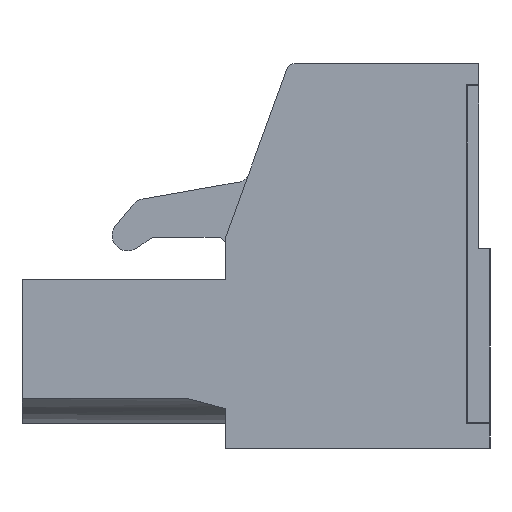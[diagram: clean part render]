
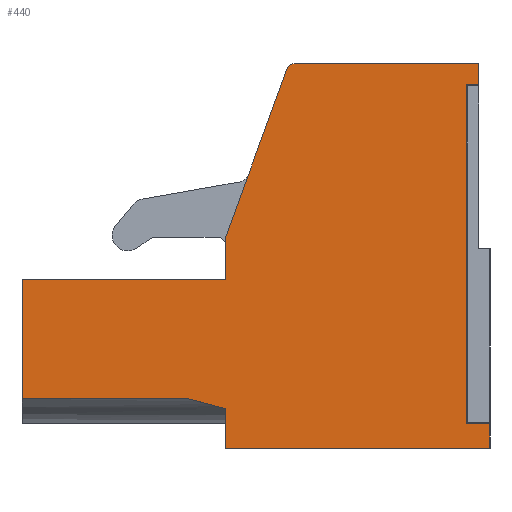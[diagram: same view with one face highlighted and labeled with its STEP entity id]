
A CAD part, front view. The second image highlights one B-rep face of the part: STEP entity #440.
In plain terms, the highlighted planar face has unit normal (0, -1, 0).
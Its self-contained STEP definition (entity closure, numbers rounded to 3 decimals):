
#440 = ADVANCED_FACE( '', ( #1105 ), #1106, .T. );
#1105 = FACE_OUTER_BOUND( '', #2000, .T. );
#1106 = PLANE( '', #2001 );
#2000 = EDGE_LOOP( '', ( #3350, #3351, #3352, #3353, #3354, #3355, #3356, #3357, #3358, #3359, #3360, #3361, #3362, #3363, #3364 ) );
#2001 = AXIS2_PLACEMENT_3D( '', #3365, #3366, #3367 );
#3350 = ORIENTED_EDGE( '', *, *, #5524, .T. );
#3351 = ORIENTED_EDGE( '', *, *, #5137, .F. );
#3352 = ORIENTED_EDGE( '', *, *, #5525, .F. );
#3353 = ORIENTED_EDGE( '', *, *, #5526, .F. );
#3354 = ORIENTED_EDGE( '', *, *, #5527, .T. );
#3355 = ORIENTED_EDGE( '', *, *, #5528, .F. );
#3356 = ORIENTED_EDGE( '', *, *, #5529, .F. );
#3357 = ORIENTED_EDGE( '', *, *, #5334, .T. );
#3358 = ORIENTED_EDGE( '', *, *, #5166, .T. );
#3359 = ORIENTED_EDGE( '', *, *, #5530, .T. );
#3360 = ORIENTED_EDGE( '', *, *, #5146, .T. );
#3361 = ORIENTED_EDGE( '', *, *, #5229, .F. );
#3362 = ORIENTED_EDGE( '', *, *, #5531, .F. );
#3363 = ORIENTED_EDGE( '', *, *, #5532, .F. );
#3364 = ORIENTED_EDGE( '', *, *, #5459, .F. );
#3365 = CARTESIAN_POINT( '', ( -47.574, -15.476, 1.1 ) );
#3366 = DIRECTION( '', ( 0., -1., 0. ) );
#3367 = DIRECTION( '', ( -1., 0., 0. ) );
#5137 = EDGE_CURVE( '', #6107, #6109, #6110, .T. );
#5146 = EDGE_CURVE( '', #6124, #6125, #6126, .T. );
#5166 = EDGE_CURVE( '', #6162, #6160, #6163, .T. );
#5229 = EDGE_CURVE( '', #6282, #6125, #6285, .T. );
#5334 = EDGE_CURVE( '', #6471, #6162, #6472, .T. );
#5459 = EDGE_CURVE( '', #6667, #6669, #6670, .T. );
#5524 = EDGE_CURVE( '', #6667, #6109, #6765, .T. );
#5525 = EDGE_CURVE( '', #6766, #6107, #6767, .T. );
#5526 = EDGE_CURVE( '', #6768, #6766, #6769, .T. );
#5527 = EDGE_CURVE( '', #6768, #6770, #6771, .T. );
#5528 = EDGE_CURVE( '', #6772, #6770, #6773, .T. );
#5529 = EDGE_CURVE( '', #6471, #6772, #6774, .T. );
#5530 = EDGE_CURVE( '', #6160, #6124, #6775, .T. );
#5531 = EDGE_CURVE( '', #6776, #6282, #6777, .T. );
#5532 = EDGE_CURVE( '', #6669, #6776, #6778, .T. );
#6107 = VERTEX_POINT( '', #7512 );
#6109 = VERTEX_POINT( '', #7515 );
#6110 = LINE( '', #7516, #7517 );
#6124 = VERTEX_POINT( '', #7537 );
#6125 = VERTEX_POINT( '', #7538 );
#6126 = LINE( '', #7539, #7540 );
#6160 = VERTEX_POINT( '', #7585 );
#6162 = VERTEX_POINT( '', #7588 );
#6163 = LINE( '', #7589, #7590 );
#6282 = VERTEX_POINT( '', #7753 );
#6285 = LINE( '', #7757, #7758 );
#6471 = VERTEX_POINT( '', #8019 );
#6472 = LINE( '', #8020, #8021 );
#6667 = VERTEX_POINT( '', #8290 );
#6669 = VERTEX_POINT( '', #8293 );
#6670 = LINE( '', #8294, #8295 );
#6765 = LINE( '', #8435, #8436 );
#6766 = VERTEX_POINT( '', #8437 );
#6767 = LINE( '', #8438, #8439 );
#6768 = VERTEX_POINT( '', #8440 );
#6769 = LINE( '', #8441, #8442 );
#6770 = VERTEX_POINT( '', #8443 );
#6771 = CIRCLE( '', #8444, 0.3 );
#6772 = VERTEX_POINT( '', #8445 );
#6773 = LINE( '', #8446, #8447 );
#6774 = LINE( '', #8448, #8449 );
#6775 = LINE( '', #8450, #8451 );
#6776 = VERTEX_POINT( '', #8452 );
#6777 = LINE( '', #8453, #8454 );
#6778 = LINE( '', #8455, #8456 );
#7512 = CARTESIAN_POINT( '', ( -47.524, -15.476, 1.15 ) );
#7515 = CARTESIAN_POINT( '', ( -48.024, -15.476, 1.15 ) );
#7516 = CARTESIAN_POINT( '', ( -48.074, -15.476, 1.15 ) );
#7517 = VECTOR( '', #9403, 1000. );
#7537 = CARTESIAN_POINT( '', ( -59.217, -15.476, -11.5 ) );
#7538 = CARTESIAN_POINT( '', ( -57.724, -15.476, -11.9 ) );
#7539 = CARTESIAN_POINT( '', ( -57.724, -15.476, -11.9 ) );
#7540 = VECTOR( '', #9410, 1000. );
#7585 = CARTESIAN_POINT( '', ( -65.924, -15.476, -11.5 ) );
#7588 = CARTESIAN_POINT( '', ( -65.924, -15.476, -6.7 ) );
#7589 = CARTESIAN_POINT( '', ( -65.924, -15.476, -11.5 ) );
#7590 = VECTOR( '', #9438, 1000. );
#7753 = CARTESIAN_POINT( '', ( -57.724, -15.476, -13.5 ) );
#7757 = CARTESIAN_POINT( '', ( -57.724, -15.476, -11.9 ) );
#7758 = VECTOR( '', #9529, 1000. );
#8019 = CARTESIAN_POINT( '', ( -57.724, -15.476, -6.7 ) );
#8020 = CARTESIAN_POINT( '', ( -66.024, -15.476, -6.7 ) );
#8021 = VECTOR( '', #9659, 1000. );
#8290 = CARTESIAN_POINT( '', ( -48.024, -15.476, -12.5 ) );
#8293 = CARTESIAN_POINT( '', ( -47.074, -15.476, -12.5 ) );
#8294 = CARTESIAN_POINT( '', ( -46.874, -15.476, -12.5 ) );
#8295 = VECTOR( '', #9798, 1000. );
#8435 = CARTESIAN_POINT( '', ( -48.024, -15.476, -5.3 ) );
#8436 = VECTOR( '', #9850, 1000. );
#8437 = CARTESIAN_POINT( '', ( -47.524, -15.476, 2. ) );
#8438 = CARTESIAN_POINT( '', ( -47.524, -15.476, 0.84 ) );
#8439 = VECTOR( '', #9851, 1000. );
#8440 = CARTESIAN_POINT( '', ( -54.966, -15.476, 2. ) );
#8441 = CARTESIAN_POINT( '', ( -47.374, -15.476, 2. ) );
#8442 = VECTOR( '', #9852, 1000. );
#8443 = CARTESIAN_POINT( '', ( -55.248, -15.476, 1.803 ) );
#8444 = AXIS2_PLACEMENT_3D( '', #9853, #9854, #9855 );
#8445 = CARTESIAN_POINT( '', ( -57.724, -15.476, -5. ) );
#8446 = CARTESIAN_POINT( '', ( -57.856, -15.476, -5.361 ) );
#8447 = VECTOR( '', #9856, 1000. );
#8448 = CARTESIAN_POINT( '', ( -57.724, -15.476, -11.9 ) );
#8449 = VECTOR( '', #9857, 1000. );
#8450 = CARTESIAN_POINT( '', ( -59.217, -15.476, -11.5 ) );
#8451 = VECTOR( '', #9858, 1000. );
#8452 = CARTESIAN_POINT( '', ( -47.074, -15.476, -13.5 ) );
#8453 = CARTESIAN_POINT( '', ( -57.724, -15.476, -13.5 ) );
#8454 = VECTOR( '', #9859, 1000. );
#8455 = CARTESIAN_POINT( '', ( -47.074, -15.476, -13.5 ) );
#8456 = VECTOR( '', #9860, 1000. );
#9403 = DIRECTION( '', ( -1., 0., 0. ) );
#9410 = DIRECTION( '', ( 0.966, 0., -0.259 ) );
#9438 = DIRECTION( '', ( 0., 0., -1. ) );
#9529 = DIRECTION( '', ( 0., 0., 1. ) );
#9659 = DIRECTION( '', ( -1., 0., 0. ) );
#9798 = DIRECTION( '', ( 1., 0., 0. ) );
#9850 = DIRECTION( '', ( 0., 0., 1. ) );
#9851 = DIRECTION( '', ( 0., 0., -1. ) );
#9852 = DIRECTION( '', ( 1., 0., 0. ) );
#9853 = CARTESIAN_POINT( '', ( -54.966, -15.476, 1.7 ) );
#9854 = DIRECTION( '', ( 0., -1., 0. ) );
#9855 = DIRECTION( '', ( 1., 0., 0. ) );
#9856 = DIRECTION( '', ( 0.342, 0., 0.94 ) );
#9857 = DIRECTION( '', ( 0., 0., 1. ) );
#9858 = DIRECTION( '', ( 1., 0., 0. ) );
#9859 = DIRECTION( '', ( -1., 0., 0. ) );
#9860 = DIRECTION( '', ( 0., 0., -1. ) );
